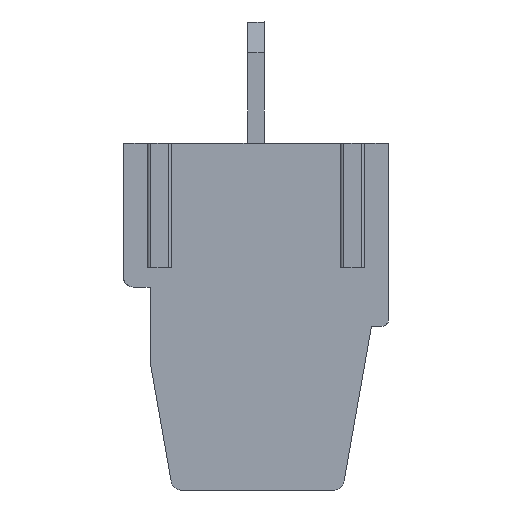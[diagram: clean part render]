
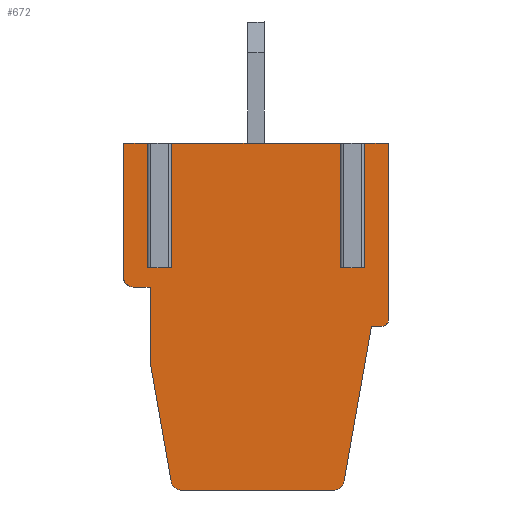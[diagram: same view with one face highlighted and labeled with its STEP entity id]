
A CAD part, front view. The second image highlights one B-rep face of the part: STEP entity #672.
In plain terms, the highlighted planar face has unit normal (0, -1, 0).
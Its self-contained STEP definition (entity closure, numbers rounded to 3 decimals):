
#672 = ADVANCED_FACE( '', ( #1489 ), #1490, .F. );
#1489 = FACE_OUTER_BOUND( '', #2442, .T. );
#1490 = PLANE( '', #2443 );
#2442 = EDGE_LOOP( '', ( #4477, #4478, #4479, #4480, #4481, #4482, #4483, #4484, #4485, #4486, #4487, #4488, #4489, #4490, #4491, #4492, #4493, #4494, #4495, #4496, #4497 ) );
#2443 = AXIS2_PLACEMENT_3D( '', #4498, #4499, #4500 );
#4477 = ORIENTED_EDGE( '', *, *, #5914, .T. );
#4478 = ORIENTED_EDGE( '', *, *, #6615, .T. );
#4479 = ORIENTED_EDGE( '', *, *, #6124, .F. );
#4480 = ORIENTED_EDGE( '', *, *, #6616, .T. );
#4481 = ORIENTED_EDGE( '', *, *, #5906, .T. );
#4482 = ORIENTED_EDGE( '', *, *, #6480, .T. );
#4483 = ORIENTED_EDGE( '', *, *, #6536, .F. );
#4484 = ORIENTED_EDGE( '', *, *, #6030, .T. );
#4485 = ORIENTED_EDGE( '', *, *, #5897, .T. );
#4486 = ORIENTED_EDGE( '', *, *, #6617, .T. );
#4487 = ORIENTED_EDGE( '', *, *, #6570, .T. );
#4488 = ORIENTED_EDGE( '', *, *, #6618, .F. );
#4489 = ORIENTED_EDGE( '', *, *, #6095, .F. );
#4490 = ORIENTED_EDGE( '', *, *, #6468, .F. );
#4491 = ORIENTED_EDGE( '', *, *, #6184, .T. );
#4492 = ORIENTED_EDGE( '', *, *, #6596, .T. );
#4493 = ORIENTED_EDGE( '', *, *, #5963, .T. );
#4494 = ORIENTED_EDGE( '', *, *, #6619, .F. );
#4495 = ORIENTED_EDGE( '', *, *, #6505, .F. );
#4496 = ORIENTED_EDGE( '', *, *, #5994, .T. );
#4497 = ORIENTED_EDGE( '', *, *, #6620, .T. );
#4498 = CARTESIAN_POINT( '', ( 55.298, -45., -4.395 ) );
#4499 = DIRECTION( '', ( 0., 1., 0. ) );
#4500 = DIRECTION( '', ( -1., 0., 0. ) );
#5897 = EDGE_CURVE( '', #7151, #7148, #7152, .T. );
#5906 = EDGE_CURVE( '', #7169, #7167, #7170, .T. );
#5914 = EDGE_CURVE( '', #7184, #7182, #7185, .T. );
#5963 = EDGE_CURVE( '', #7279, #7276, #7280, .F. );
#5994 = EDGE_CURVE( '', #7330, #7328, #7331, .F. );
#6030 = EDGE_CURVE( '', #7389, #7151, #7390, .F. );
#6095 = EDGE_CURVE( '', #7494, #7497, #7498, .T. );
#6124 = EDGE_CURVE( '', #7548, #7550, #7551, .T. );
#6184 = EDGE_CURVE( '', #7647, #7644, #7648, .F. );
#6468 = EDGE_CURVE( '', #7647, #7494, #8071, .T. );
#6480 = EDGE_CURVE( '', #7167, #8086, #8088, .T. );
#6505 = EDGE_CURVE( '', #7330, #8122, #8123, .T. );
#6536 = EDGE_CURVE( '', #7389, #8086, #8171, .T. );
#6570 = EDGE_CURVE( '', #8215, #8216, #8217, .F. );
#6596 = EDGE_CURVE( '', #7644, #7279, #8255, .T. );
#6615 = EDGE_CURVE( '', #7182, #7550, #8281, .T. );
#6616 = EDGE_CURVE( '', #7548, #7169, #8282, .F. );
#6617 = EDGE_CURVE( '', #7148, #8215, #8283, .T. );
#6618 = EDGE_CURVE( '', #7497, #8216, #8284, .T. );
#6619 = EDGE_CURVE( '', #8122, #7276, #8285, .T. );
#6620 = EDGE_CURVE( '', #7328, #7184, #8286, .T. );
#7148 = VERTEX_POINT( '', #8965 );
#7151 = VERTEX_POINT( '', #8969 );
#7152 = LINE( '', #8970, #8971 );
#7167 = VERTEX_POINT( '', #8990 );
#7169 = VERTEX_POINT( '', #8992 );
#7170 = LINE( '', #8993, #8994 );
#7182 = VERTEX_POINT( '', #9009 );
#7184 = VERTEX_POINT( '', #9011 );
#7185 = LINE( '', #9012, #9013 );
#7276 = VERTEX_POINT( '', #9143 );
#7279 = VERTEX_POINT( '', #9147 );
#7280 = CIRCLE( '', #9148, 0.298 );
#7328 = VERTEX_POINT( '', #9217 );
#7330 = VERTEX_POINT( '', #9220 );
#7331 = CIRCLE( '', #9221, 0.198 );
#7389 = VERTEX_POINT( '', #9302 );
#7390 = LINE( '', #9303, #9304 );
#7494 = VERTEX_POINT( '', #9459 );
#7497 = VERTEX_POINT( '', #9463 );
#7498 = LINE( '', #9464, #9465 );
#7548 = VERTEX_POINT( '', #9541 );
#7550 = VERTEX_POINT( '', #9543 );
#7551 = LINE( '', #9544, #9545 );
#7644 = VERTEX_POINT( '', #9681 );
#7647 = VERTEX_POINT( '', #9685 );
#7648 = CIRCLE( '', #9686, 0.298 );
#8071 = LINE( '', #10327, #10328 );
#8086 = VERTEX_POINT( '', #10350 );
#8088 = LINE( '', #10352, #10353 );
#8122 = VERTEX_POINT( '', #10407 );
#8123 = LINE( '', #10408, #10409 );
#8171 = LINE( '', #10476, #10477 );
#8215 = VERTEX_POINT( '', #10544 );
#8216 = VERTEX_POINT( '', #10545 );
#8217 = CIRCLE( '', #10546, 0.298 );
#8255 = LINE( '', #10599, #10600 );
#8281 = LINE( '', #10635, #10636 );
#8282 = LINE( '', #10637, #10638 );
#8283 = LINE( '', #10639, #10640 );
#8284 = LINE( '', #10641, #10642 );
#8285 = LINE( '', #10643, #10644 );
#8286 = LINE( '', #10645, #10646 );
#8965 = CARTESIAN_POINT( '', ( 55., -45., 0. ) );
#8969 = CARTESIAN_POINT( '', ( 55.73, -45., 0. ) );
#8970 = CARTESIAN_POINT( '', ( 58.497, -45., 0. ) );
#8971 = VECTOR( '', #11251, 1000. );
#8990 = CARTESIAN_POINT( '', ( 56.47, -45., 0. ) );
#8992 = CARTESIAN_POINT( '', ( 61.63, -45., 0. ) );
#8993 = CARTESIAN_POINT( '', ( 58.497, -45., 0. ) );
#8994 = VECTOR( '', #11268, 1000. );
#9009 = CARTESIAN_POINT( '', ( 62.37, -45., 0. ) );
#9011 = CARTESIAN_POINT( '', ( 63.096, -45., 0. ) );
#9012 = CARTESIAN_POINT( '', ( 58.497, -45., 0. ) );
#9013 = VECTOR( '', #11284, 1000. );
#9143 = CARTESIAN_POINT( '', ( 61.745, -45., -10.317 ) );
#9147 = CARTESIAN_POINT( '', ( 61.448, -45., -10.6 ) );
#9148 = AXIS2_PLACEMENT_3D( '', #11346, #11347, #11348 );
#9217 = CARTESIAN_POINT( '', ( 63.096, -45., -5.398 ) );
#9220 = CARTESIAN_POINT( '', ( 62.898, -45., -5.596 ) );
#9221 = AXIS2_PLACEMENT_3D( '', #11374, #11375, #11376 );
#9302 = CARTESIAN_POINT( '', ( 55.73, -45., -3.8 ) );
#9303 = CARTESIAN_POINT( '', ( 55.73, -45., 0. ) );
#9304 = VECTOR( '', #11412, 1000. );
#9459 = CARTESIAN_POINT( '', ( 55.814, -45., -6.704 ) );
#9463 = CARTESIAN_POINT( '', ( 55.814, -45., -4.395 ) );
#9464 = CARTESIAN_POINT( '', ( 55.814, -45., -6.704 ) );
#9465 = VECTOR( '', #11467, 1000. );
#9541 = CARTESIAN_POINT( '', ( 61.63, -45., -3.8 ) );
#9543 = CARTESIAN_POINT( '', ( 62.37, -45., -3.8 ) );
#9544 = CARTESIAN_POINT( '', ( 61.68, -45., -3.8 ) );
#9545 = VECTOR( '', #11497, 1000. );
#9681 = CARTESIAN_POINT( '', ( 56.748, -45., -10.6 ) );
#9685 = CARTESIAN_POINT( '', ( 56.451, -45., -10.317 ) );
#9686 = AXIS2_PLACEMENT_3D( '', #11553, #11554, #11555 );
#10327 = CARTESIAN_POINT( '', ( 56.498, -45., -10.587 ) );
#10328 = VECTOR( '', #11792, 1000. );
#10350 = CARTESIAN_POINT( '', ( 56.47, -45., -3.8 ) );
#10352 = CARTESIAN_POINT( '', ( 56.47, -45., 0. ) );
#10353 = VECTOR( '', #11803, 1000. );
#10407 = CARTESIAN_POINT( '', ( 62.577, -45., -5.596 ) );
#10408 = CARTESIAN_POINT( '', ( 63.096, -45., -5.596 ) );
#10409 = VECTOR( '', #11820, 1000. );
#10476 = CARTESIAN_POINT( '', ( 55.78, -45., -3.8 ) );
#10477 = VECTOR( '', #11855, 1000. );
#10544 = CARTESIAN_POINT( '', ( 55., -45., -4.098 ) );
#10545 = CARTESIAN_POINT( '', ( 55.298, -45., -4.395 ) );
#10546 = AXIS2_PLACEMENT_3D( '', #11879, #11880, #11881 );
#10599 = CARTESIAN_POINT( '', ( 59.098, -45., -10.6 ) );
#10600 = VECTOR( '', #11912, 1000. );
#10635 = CARTESIAN_POINT( '', ( 62.37, -45., 0. ) );
#10636 = VECTOR( '', #11934, 1000. );
#10637 = CARTESIAN_POINT( '', ( 61.63, -45., 0. ) );
#10638 = VECTOR( '', #11935, 1000. );
#10639 = CARTESIAN_POINT( '', ( 55., -45., 0. ) );
#10640 = VECTOR( '', #11936, 1000. );
#10641 = CARTESIAN_POINT( '', ( 55.814, -45., -4.395 ) );
#10642 = VECTOR( '', #11937, 1000. );
#10643 = CARTESIAN_POINT( '', ( 62.577, -45., -5.596 ) );
#10644 = VECTOR( '', #11938, 1000. );
#10645 = CARTESIAN_POINT( '', ( 63.096, -45., 0. ) );
#10646 = VECTOR( '', #11939, 1000. );
#11251 = DIRECTION( '', ( -1., 0., 0. ) );
#11268 = DIRECTION( '', ( -1., 0., 0. ) );
#11284 = DIRECTION( '', ( -1., 0., 0. ) );
#11346 = CARTESIAN_POINT( '', ( 61.448, -45., -10.302 ) );
#11347 = DIRECTION( '', ( 0., 1., 0. ) );
#11348 = DIRECTION( '', ( 0., 0., 1. ) );
#11374 = CARTESIAN_POINT( '', ( 62.898, -45., -5.398 ) );
#11375 = DIRECTION( '', ( 0., 1., 0. ) );
#11376 = DIRECTION( '', ( 0., 0., 1. ) );
#11412 = DIRECTION( '', ( 0., 0., -1. ) );
#11467 = DIRECTION( '', ( 0., 0., 1. ) );
#11497 = DIRECTION( '', ( 1., 0., 0. ) );
#11553 = CARTESIAN_POINT( '', ( 56.748, -45., -10.302 ) );
#11554 = DIRECTION( '', ( 0., 1., 0. ) );
#11555 = DIRECTION( '', ( 0., 0., 1. ) );
#11792 = DIRECTION( '', ( -0.174, 0., 0.985 ) );
#11803 = DIRECTION( '', ( 0., 0., -1. ) );
#11820 = DIRECTION( '', ( -1., 0., 0. ) );
#11855 = DIRECTION( '', ( 1., 0., 0. ) );
#11879 = CARTESIAN_POINT( '', ( 55.298, -45., -4.098 ) );
#11880 = DIRECTION( '', ( 0., 1., 0. ) );
#11881 = DIRECTION( '', ( 0., 0., 1. ) );
#11912 = DIRECTION( '', ( 1., 0., 0. ) );
#11934 = DIRECTION( '', ( 0., 0., -1. ) );
#11935 = DIRECTION( '', ( 0., 0., -1. ) );
#11936 = DIRECTION( '', ( 0., 0., -1. ) );
#11937 = DIRECTION( '', ( -1., 0., 0. ) );
#11938 = DIRECTION( '', ( -0.174, 0., -0.985 ) );
#11939 = DIRECTION( '', ( 0., 0., 1. ) );
